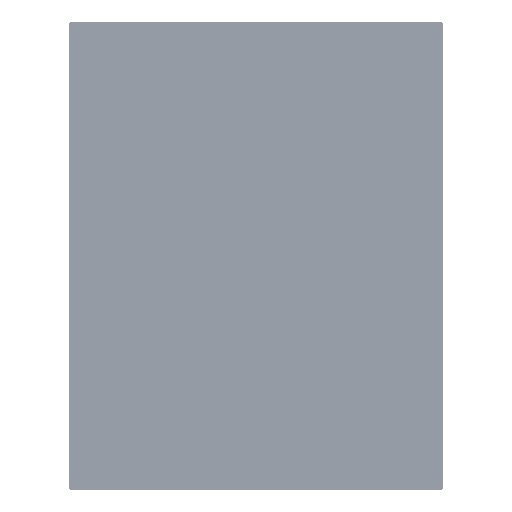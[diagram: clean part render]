
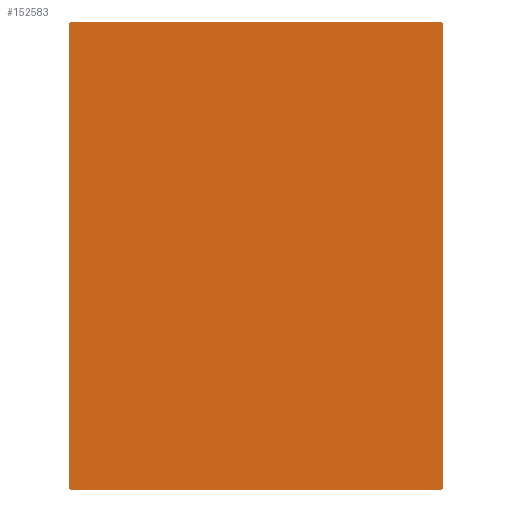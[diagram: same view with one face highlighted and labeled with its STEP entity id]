
A CAD part, top view. The second image highlights one B-rep face of the part: STEP entity #152583.
In plain terms, the highlighted planar face has unit normal (0, 0, 1).
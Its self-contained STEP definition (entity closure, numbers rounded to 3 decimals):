
#991 = CARTESIAN_POINT ( 'NONE',  ( -785.367, -591.031, -300.001 ) ) ;
#5044 = ORIENTED_EDGE ( 'NONE', *, *, #208171, .T. ) ;
#7848 = CIRCLE ( 'NONE', #212889, 11. ) ;
#7996 = CIRCLE ( 'NONE', #178366, 11. ) ;
#8213 = ORIENTED_EDGE ( 'NONE', *, *, #164439, .T. ) ;
#12333 = VERTEX_POINT ( 'NONE', #186537 ) ;
#13197 = CARTESIAN_POINT ( 'NONE',  ( -796.367, 1197.969, -300.001 ) ) ;
#15378 = CARTESIAN_POINT ( 'NONE',  ( 392.633, 897.969, -300.001 ) ) ;
#27404 = DIRECTION ( 'NONE',  ( 0., -1., 0. ) ) ;
#35668 = CARTESIAN_POINT ( 'NONE',  ( 403.633, -580.031, -300.001 ) ) ;
#38813 = DIRECTION ( 'NONE',  ( 0., 1., 0. ) ) ;
#39085 = CARTESIAN_POINT ( 'NONE',  ( 392.633, -591.031, -300.001 ) ) ;
#40187 = AXIS2_PLACEMENT_3D ( 'NONE', #119385, #87818, #184670 ) ;
#41594 = CARTESIAN_POINT ( 'NONE',  ( -796.367, 897.969, -300.001 ) ) ;
#44755 = DIRECTION ( 'NONE',  ( 0., 1., 0. ) ) ;
#46762 = LINE ( 'NONE', #60974, #51579 ) ;
#48092 = DIRECTION ( 'NONE',  ( 0., 0., 1. ) ) ;
#48866 = CARTESIAN_POINT ( 'NONE',  ( 192.633, 908.969, -300.001 ) ) ;
#51579 = VECTOR ( 'NONE', #176231, 1000. ) ;
#59625 = VERTEX_POINT ( 'NONE', #146142 ) ;
#60615 = EDGE_CURVE ( 'NONE', #73656, #211263, #159046, .T. ) ;
#60974 = CARTESIAN_POINT ( 'NONE',  ( 192.633, -591.031, -300.001 ) ) ;
#69113 = CIRCLE ( 'NONE', #128156, 11. ) ;
#73656 = VERTEX_POINT ( 'NONE', #197054 ) ;
#78996 = ORIENTED_EDGE ( 'NONE', *, *, #140130, .T. ) ;
#79105 = AXIS2_PLACEMENT_3D ( 'NONE', #15378, #48092, #148146 ) ;
#80820 = ORIENTED_EDGE ( 'NONE', *, *, #202608, .T. ) ;
#81150 = DIRECTION ( 'NONE',  ( 0., 1., 0. ) ) ;
#87818 = DIRECTION ( 'NONE',  ( 0., 0., 1. ) ) ;
#88845 = CARTESIAN_POINT ( 'NONE',  ( -785.367, 897.969, -300.001 ) ) ;
#90987 = EDGE_CURVE ( 'NONE', #211263, #59625, #197859, .T. ) ;
#94517 = VECTOR ( 'NONE', #27404, 1000. ) ;
#94900 = ORIENTED_EDGE ( 'NONE', *, *, #60615, .T. ) ;
#100293 = VERTEX_POINT ( 'NONE', #41594 ) ;
#101992 = PLANE ( 'NONE',  #40187 ) ;
#102571 = VECTOR ( 'NONE', #215240, 1000. ) ;
#113241 = LINE ( 'NONE', #142700, #164314 ) ;
#114520 = EDGE_CURVE ( 'NONE', #100293, #12333, #180731, .T. ) ;
#119385 = CARTESIAN_POINT ( 'NONE',  ( 192.633, 1197.969, -300.001 ) ) ;
#125837 = DIRECTION ( 'NONE',  ( 0., 0., 1. ) ) ;
#128156 = AXIS2_PLACEMENT_3D ( 'NONE', #204833, #188541, #171125 ) ;
#129724 = ORIENTED_EDGE ( 'NONE', *, *, #114520, .T. ) ;
#132253 = CARTESIAN_POINT ( 'NONE',  ( 392.633, -580.031, -300.001 ) ) ;
#138728 = VERTEX_POINT ( 'NONE', #39085 ) ;
#140130 = EDGE_CURVE ( 'NONE', #204647, #73656, #113241, .T. ) ;
#140188 = ORIENTED_EDGE ( 'NONE', *, *, #159910, .T. ) ;
#142700 = CARTESIAN_POINT ( 'NONE',  ( 403.633, 1197.969, -300.001 ) ) ;
#146142 = CARTESIAN_POINT ( 'NONE',  ( -785.367, 908.969, -300.001 ) ) ;
#146202 = ORIENTED_EDGE ( 'NONE', *, *, #90987, .T. ) ;
#148146 = DIRECTION ( 'NONE',  ( 0., 1., 0. ) ) ;
#152583 = ADVANCED_FACE ( 'NONE', ( #204179 ), #101992, .T. ) ;
#159046 = CIRCLE ( 'NONE', #79105, 11. ) ;
#159910 = EDGE_CURVE ( 'NONE', #12333, #195043, #69113, .T. ) ;
#164314 = VECTOR ( 'NONE', #44755, 1000. ) ;
#164439 = EDGE_CURVE ( 'NONE', #59625, #100293, #7996, .T. ) ;
#171125 = DIRECTION ( 'NONE',  ( 0., 1., 0. ) ) ;
#176231 = DIRECTION ( 'NONE',  ( 1., 0., 0. ) ) ;
#178366 = AXIS2_PLACEMENT_3D ( 'NONE', #88845, #125837, #38813 ) ;
#180731 = LINE ( 'NONE', #13197, #94517 ) ;
#182857 = EDGE_LOOP ( 'NONE', ( #129724, #140188, #5044, #80820, #78996, #94900, #146202, #8213 ) ) ;
#184670 = DIRECTION ( 'NONE',  ( 0., -1., 0. ) ) ;
#186537 = CARTESIAN_POINT ( 'NONE',  ( -796.367, -580.031, -300.001 ) ) ;
#188541 = DIRECTION ( 'NONE',  ( 0., 0., 1. ) ) ;
#195043 = VERTEX_POINT ( 'NONE', #991 ) ;
#195385 = DIRECTION ( 'NONE',  ( 0., 0., 1. ) ) ;
#197054 = CARTESIAN_POINT ( 'NONE',  ( 403.633, 897.969, -300.001 ) ) ;
#197859 = LINE ( 'NONE', #48866, #102571 ) ;
#202608 = EDGE_CURVE ( 'NONE', #138728, #204647, #7848, .T. ) ;
#204179 = FACE_OUTER_BOUND ( 'NONE', #182857, .T. ) ;
#204647 = VERTEX_POINT ( 'NONE', #35668 ) ;
#204833 = CARTESIAN_POINT ( 'NONE',  ( -785.367, -580.031, -300.001 ) ) ;
#205848 = CARTESIAN_POINT ( 'NONE',  ( 392.633, 908.969, -300.001 ) ) ;
#208171 = EDGE_CURVE ( 'NONE', #195043, #138728, #46762, .T. ) ;
#211263 = VERTEX_POINT ( 'NONE', #205848 ) ;
#212889 = AXIS2_PLACEMENT_3D ( 'NONE', #132253, #195385, #81150 ) ;
#215240 = DIRECTION ( 'NONE',  ( -1., 0., 0. ) ) ;
